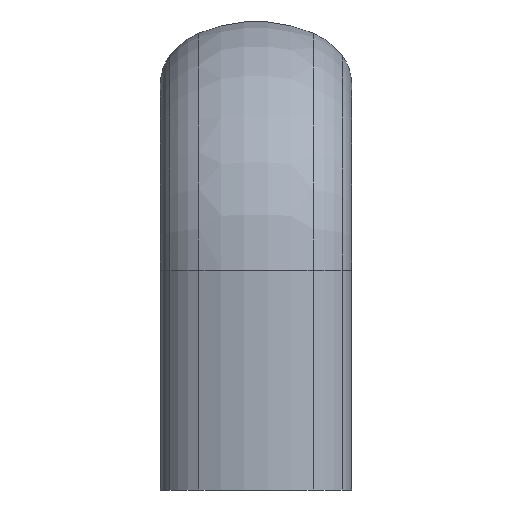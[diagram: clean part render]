
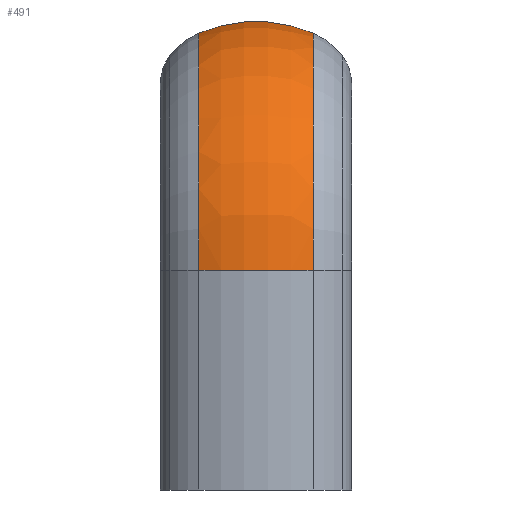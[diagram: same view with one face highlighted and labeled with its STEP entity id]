
A CAD part, left-side view. The second image highlights one B-rep face of the part: STEP entity #491.
In plain terms, the highlighted toroidal (fillet/blend) face has major radius 10.801 mm and minor radius 15.199 mm.
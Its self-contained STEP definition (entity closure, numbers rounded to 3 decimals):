
#463=EDGE_CURVE('',#521,#863,#1069,.T.);
#491=ADVANCED_FACE('',(#1100),#1101,.T.);
#521=VERTEX_POINT('',#1135);
#581=EDGE_CURVE('',#597,#863,#1206,.T.);
#583=EDGE_CURVE('',#637,#597,#1208,.T.);
#597=VERTEX_POINT('',#1225);
#627=EDGE_CURVE('',#637,#521,#1255,.T.);
#637=VERTEX_POINT('',#1265);
#863=VERTEX_POINT('',#1514);
#1069=CIRCLE('',#1764,15.199);
#1100=FACE_OUTER_BOUND('',#1805,.T.);
#1101=TOROIDAL_SURFACE('',#1806,10.801,15.199);
#1135=CARTESIAN_POINT('',(19.5,-5.967,47.78));
#1206=CIRCLE('',#1933,24.78);
#1208=CIRCLE('',#1936,15.199);
#1225=CARTESIAN_POINT('',(-5.28,5.967,23.0));
#1255=CIRCLE('',#1994,24.78);
#1265=CARTESIAN_POINT('',(-5.28,-5.967,23.0));
#1514=CARTESIAN_POINT('',(19.5,5.967,47.78));
#1764=AXIS2_PLACEMENT_3D('',#2604,#2605,#2606);
#1805=EDGE_LOOP('',(#2657,#2658,#2659,#2660));
#1806=AXIS2_PLACEMENT_3D('',#2661,#2662,#2663);
#1933=AXIS2_PLACEMENT_3D('',#2828,#2829,#2830);
#1936=AXIS2_PLACEMENT_3D('',#2831,#2832,#2833);
#1994=AXIS2_PLACEMENT_3D('',#2877,#2878,#2879);
#2604=CARTESIAN_POINT('',(19.5,0.,33.801));
#2605=DIRECTION('',(-1.0,0.0,0.));
#2606=DIRECTION('',(0.,0.393,0.92));
#2657=ORIENTED_EDGE('',*,*,#463,.T.);
#2658=ORIENTED_EDGE('',*,*,#581,.F.);
#2659=ORIENTED_EDGE('',*,*,#583,.F.);
#2660=ORIENTED_EDGE('',*,*,#627,.T.);
#2661=CARTESIAN_POINT('',(19.5,0.,23.0));
#2662=DIRECTION('',(0.0,1.0,0.0));
#2663=DIRECTION('',(0.0,0.0,-1.0));
#2828=CARTESIAN_POINT('',(19.5,5.967,23.0));
#2829=DIRECTION('',(0.0,1.0,0.0));
#2830=DIRECTION('',(-1.0,0.0,0.0));
#2831=CARTESIAN_POINT('',(8.699,0.,23.0));
#2832=DIRECTION('',(0.0,0.0,-1.0));
#2833=DIRECTION('',(-0.92,0.393,0.0));
#2877=CARTESIAN_POINT('',(19.5,-5.967,23.0));
#2878=DIRECTION('',(0.0,1.0,0.0));
#2879=DIRECTION('',(-1.0,0.0,0.0));
